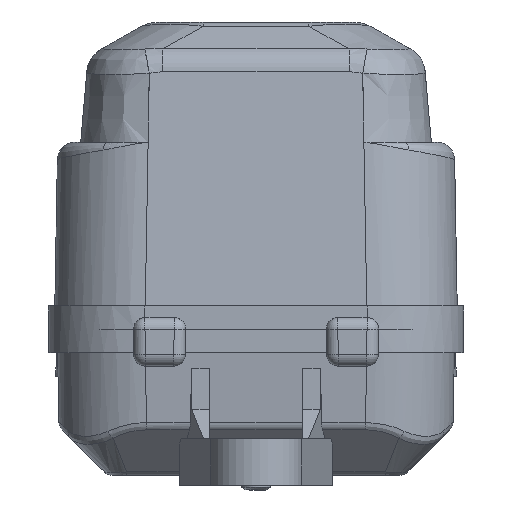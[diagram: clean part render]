
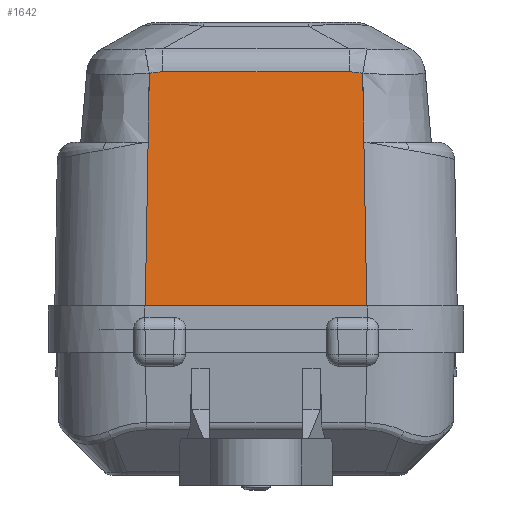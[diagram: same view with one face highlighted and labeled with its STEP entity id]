
A CAD part, left-side view. The second image highlights one B-rep face of the part: STEP entity #1642.
In plain terms, the highlighted planar face has unit normal (-0.996, 0, 0.087).
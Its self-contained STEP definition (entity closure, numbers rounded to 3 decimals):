
#1642 = ADVANCED_FACE( '', ( #3880 ), #3881, .T. );
#3880 = FACE_OUTER_BOUND( '', #8866, .T. );
#3881 = PLANE( '', #8867 );
#8866 = EDGE_LOOP( '', ( #17421, #17422, #17423, #17424, #17425, #17426, #17427, #17428, #17429, #17430 ) );
#8867 = AXIS2_PLACEMENT_3D( '', #17431, #17432, #17433 );
#17421 = ORIENTED_EDGE( '', *, *, #24923, .T. );
#17422 = ORIENTED_EDGE( '', *, *, #23433, .T. );
#17423 = ORIENTED_EDGE( '', *, *, #24924, .T. );
#17424 = ORIENTED_EDGE( '', *, *, #24379, .T. );
#17425 = ORIENTED_EDGE( '', *, *, #23253, .T. );
#17426 = ORIENTED_EDGE( '', *, *, #23901, .T. );
#17427 = ORIENTED_EDGE( '', *, *, #23364, .T. );
#17428 = ORIENTED_EDGE( '', *, *, #24925, .F. );
#17429 = ORIENTED_EDGE( '', *, *, #24926, .T. );
#17430 = ORIENTED_EDGE( '', *, *, #23428, .T. );
#17431 = CARTESIAN_POINT( '', ( -222.5, -35., 29. ) );
#17432 = DIRECTION( '', ( -0.996, 0., 0.087 ) );
#17433 = DIRECTION( '', ( 0., 1., 0. ) );
#23253 = EDGE_CURVE( '', #26574, #26575, #26576, .T. );
#23364 = EDGE_CURVE( '', #26769, #26772, #26774, .T. );
#23428 = EDGE_CURVE( '', #26878, #26887, #26889, .T. );
#23433 = EDGE_CURVE( '', #26891, #26896, #26898, .T. );
#23901 = EDGE_CURVE( '', #26575, #26769, #27710, .T. );
#24379 = EDGE_CURVE( '', #28495, #26574, #28496, .T. );
#24923 = EDGE_CURVE( '', #26887, #26891, #29334, .T. );
#24924 = EDGE_CURVE( '', #26896, #28495, #29335, .T. );
#24925 = EDGE_CURVE( '', #29336, #26772, #29337, .T. );
#24926 = EDGE_CURVE( '', #29336, #26878, #29338, .T. );
#26574 = VERTEX_POINT( '', #31469 );
#26575 = VERTEX_POINT( '', #31470 );
#26576 = LINE( '', #31471, #31472 );
#26769 = VERTEX_POINT( '', #32133 );
#26772 = VERTEX_POINT( '', #32136 );
#26774 = ELLIPSE( '', #32138, 177.87, 15.5 );
#26878 = VERTEX_POINT( '', #32495 );
#26887 = VERTEX_POINT( '', #32538 );
#26889 = LINE( '', #32559, #32560 );
#26891 = VERTEX_POINT( '', #32562 );
#26896 = VERTEX_POINT( '', #32588 );
#26898 = ELLIPSE( '', #32590, 4.383, 0.672 );
#27710 = LINE( '', #34271, #34272 );
#28495 = VERTEX_POINT( '', #35871 );
#28496 = ELLIPSE( '', #35872, 4.355, 0.668 );
#29334 = LINE( '', #37874, #37875 );
#29335 = LINE( '', #37876, #37877 );
#29336 = VERTEX_POINT( '', #37878 );
#29337 = LINE( '', #37879, #37880 );
#29338 = ELLIPSE( '', #37881, 177.87, 15.5 );
#31469 = CARTESIAN_POINT( '', ( -219.018, 18.257, 68.805 ) );
#31470 = CARTESIAN_POINT( '', ( -220.05, 18.463, 57. ) );
#31471 = CARTESIAN_POINT( '', ( -222.418, 18.935, 29.934 ) );
#31472 = VECTOR( '', #42161, 1000. );
#32133 = CARTESIAN_POINT( '', ( -222.5, 18.951, 29. ) );
#32136 = CARTESIAN_POINT( '', ( -222.5, 18.928, 29. ) );
#32138 = AXIS2_PLACEMENT_3D( '', #42278, #42279, #42280 );
#32495 = CARTESIAN_POINT( '', ( -222.5, -18.951, 29. ) );
#32538 = CARTESIAN_POINT( '', ( -220.05, -18.463, 57. ) );
#32559 = CARTESIAN_POINT( '', ( -222.524, -18.956, 28.722 ) );
#32560 = VECTOR( '', #42332, 1000. );
#32562 = CARTESIAN_POINT( '', ( -219.018, -18.257, 68.805 ) );
#32588 = CARTESIAN_POINT( '', ( -218.996, -15.934, 69.05 ) );
#32590 = AXIS2_PLACEMENT_3D( '', #42336, #42337, #42338 );
#34271 = CARTESIAN_POINT( '', ( -222.418, 18.935, 29.934 ) );
#34272 = VECTOR( '', #42857, 1000. );
#35871 = CARTESIAN_POINT( '', ( -218.996, 15.934, 69.05 ) );
#35872 = AXIS2_PLACEMENT_3D( '', #43371, #43372, #43373 );
#37874 = CARTESIAN_POINT( '', ( -222.524, -18.956, 28.722 ) );
#37875 = VECTOR( '', #43888, 1000. );
#37876 = CARTESIAN_POINT( '', ( -218.996, 0., 69.05 ) );
#37877 = VECTOR( '', #43889, 1000. );
#37878 = CARTESIAN_POINT( '', ( -222.5, -18.928, 29. ) );
#37879 = CARTESIAN_POINT( '', ( -222.5, 34.5, 29. ) );
#37880 = VECTOR( '', #43890, 1000. );
#37881 = AXIS2_PLACEMENT_3D( '', #43891, #43892, #43893 );
#42161 = DIRECTION( '', ( -0.087, 0.017, -0.996 ) );
#42278 = CARTESIAN_POINT( '', ( -207., 15.835, 206.166 ) );
#42279 = DIRECTION( '', ( -0.996, 0., 0.087 ) );
#42280 = DIRECTION( '', ( -0.087, 0.018, -0.996 ) );
#42332 = DIRECTION( '', ( 0.087, 0.017, 0.996 ) );
#42336 = CARTESIAN_POINT( '', ( -219.096, -19.367, 67.905 ) );
#42337 = DIRECTION( '', ( -0.996, 0., 0.087 ) );
#42338 = DIRECTION( '', ( -0.019, -0.977, -0.215 ) );
#42857 = DIRECTION( '', ( -0.087, 0.017, -0.996 ) );
#43371 = CARTESIAN_POINT( '', ( -219.095, 19.343, 67.915 ) );
#43372 = DIRECTION( '', ( -0.996, 0., 0.087 ) );
#43373 = DIRECTION( '', ( 0.019, -0.977, 0.214 ) );
#43888 = DIRECTION( '', ( 0.087, 0.017, 0.996 ) );
#43889 = DIRECTION( '', ( 0., 1., 0. ) );
#43890 = DIRECTION( '', ( 0., 1., 0. ) );
#43891 = CARTESIAN_POINT( '', ( -207., -15.835, 206.166 ) );
#43892 = DIRECTION( '', ( -0.996, 0., 0.087 ) );
#43893 = DIRECTION( '', ( -0.087, -0.018, -0.996 ) );
